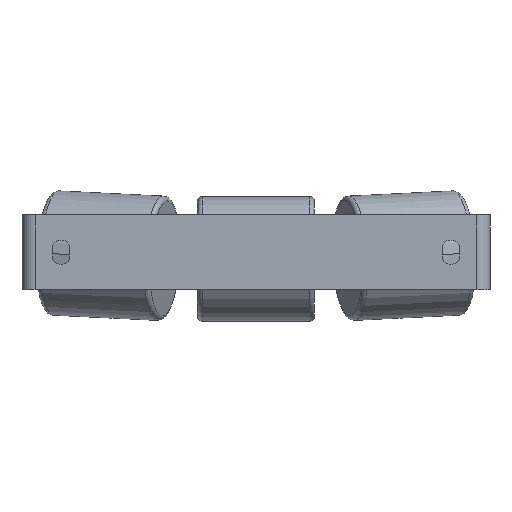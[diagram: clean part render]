
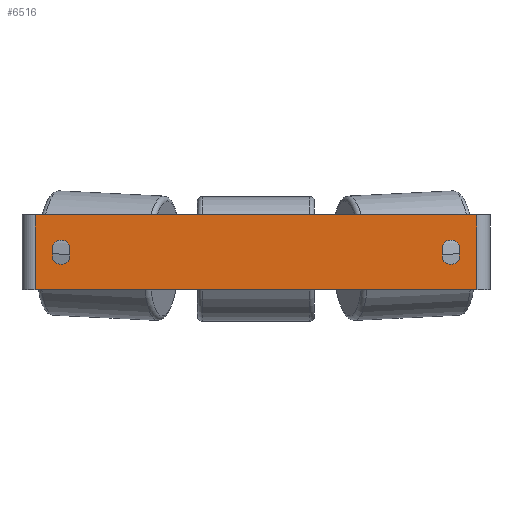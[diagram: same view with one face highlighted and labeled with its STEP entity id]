
A CAD part, front view. The second image highlights one B-rep face of the part: STEP entity #6516.
In plain terms, the highlighted planar face has unit normal (0, -1, 0).
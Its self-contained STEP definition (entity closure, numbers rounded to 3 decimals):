
#215 = PLANE ( 'NONE',  #4416 ) ;
#234 = DIRECTION ( 'NONE',  ( 0., 0., 1. ) ) ;
#337 = VECTOR ( 'NONE', #8115, 1000. ) ;
#351 = VERTEX_POINT ( 'NONE', #3384 ) ;
#466 = CARTESIAN_POINT ( 'NONE',  ( 208., 0., -3. ) ) ;
#619 = EDGE_CURVE ( 'NONE', #6833, #4758, #6070, .T. ) ;
#625 = CARTESIAN_POINT ( 'NONE',  ( -199., 0., -7.359 ) ) ;
#667 = VECTOR ( 'NONE', #7985, 1000. ) ;
#669 = DIRECTION ( 'NONE',  ( 0., 1., 0. ) ) ;
#711 = CARTESIAN_POINT ( 'NONE',  ( -236., 0., 40. ) ) ;
#920 = EDGE_CURVE ( 'NONE', #2837, #3604, #8104, .T. ) ;
#1139 = ORIENTED_EDGE ( 'NONE', *, *, #5255, .T. ) ;
#1151 = EDGE_CURVE ( 'NONE', #6325, #2837, #6251, .T. ) ;
#1254 = EDGE_CURVE ( 'NONE', #7756, #5442, #6637, .T. ) ;
#1445 = CARTESIAN_POINT ( 'NONE',  ( 199., 0., 7.359 ) ) ;
#1474 = CARTESIAN_POINT ( 'NONE',  ( 217., 0., 7.359 ) ) ;
#1556 = EDGE_CURVE ( 'NONE', #7226, #351, #2471, .T. ) ;
#1741 = DIRECTION ( 'NONE',  ( 0., 0., -1. ) ) ;
#1745 = CARTESIAN_POINT ( 'NONE',  ( 208., 0., 3. ) ) ;
#1766 = CARTESIAN_POINT ( 'NONE',  ( -250., 0., 40. ) ) ;
#1795 = ORIENTED_EDGE ( 'NONE', *, *, #1556, .F. ) ;
#1845 = CIRCLE ( 'NONE', #2246, 10. ) ;
#1897 = VECTOR ( 'NONE', #8257, 1000. ) ;
#1987 = DIRECTION ( 'NONE',  ( 1., 0., 0. ) ) ;
#2032 = DIRECTION ( 'NONE',  ( 0., 0., -1. ) ) ;
#2067 = CARTESIAN_POINT ( 'NONE',  ( -217., 0., 7.359 ) ) ;
#2082 = AXIS2_PLACEMENT_3D ( 'NONE', #6104, #7496, #234 ) ;
#2139 = ORIENTED_EDGE ( 'NONE', *, *, #7423, .T. ) ;
#2164 = AXIS2_PLACEMENT_3D ( 'NONE', #7582, #669, #1741 ) ;
#2246 = AXIS2_PLACEMENT_3D ( 'NONE', #466, #4978, #5663 ) ;
#2286 = CARTESIAN_POINT ( 'NONE',  ( 199., 0., -7.359 ) ) ;
#2471 = LINE ( 'NONE', #1766, #1897 ) ;
#2490 = CARTESIAN_POINT ( 'NONE',  ( -217., 0., -7.359 ) ) ;
#2498 = VECTOR ( 'NONE', #2569, 1000. ) ;
#2522 = EDGE_LOOP ( 'NONE', ( #7342, #2906, #4837, #2656, #3117 ) ) ;
#2569 = DIRECTION ( 'NONE',  ( 0., 0., -1. ) ) ;
#2573 = CARTESIAN_POINT ( 'NONE',  ( -208., 0., -3. ) ) ;
#2656 = ORIENTED_EDGE ( 'NONE', *, *, #4028, .F. ) ;
#2675 = FACE_OUTER_BOUND ( 'NONE', #5430, .T. ) ;
#2696 = VECTOR ( 'NONE', #6823, 1000. ) ;
#2704 = LINE ( 'NONE', #625, #7693 ) ;
#2729 = ORIENTED_EDGE ( 'NONE', *, *, #7708, .F. ) ;
#2771 = CIRCLE ( 'NONE', #7531, 10. ) ;
#2837 = VERTEX_POINT ( 'NONE', #5956 ) ;
#2906 = ORIENTED_EDGE ( 'NONE', *, *, #3305, .F. ) ;
#2932 = AXIS2_PLACEMENT_3D ( 'NONE', #1745, #4254, #6858 ) ;
#3117 = ORIENTED_EDGE ( 'NONE', *, *, #3221, .F. ) ;
#3161 = LINE ( 'NONE', #3728, #7437 ) ;
#3210 = VERTEX_POINT ( 'NONE', #4011 ) ;
#3221 = EDGE_CURVE ( 'NONE', #7556, #4453, #7796, .T. ) ;
#3305 = EDGE_CURVE ( 'NONE', #3210, #5299, #3716, .T. ) ;
#3310 = ORIENTED_EDGE ( 'NONE', *, *, #1151, .T. ) ;
#3376 = DIRECTION ( 'NONE',  ( 0., -1., 0. ) ) ;
#3384 = CARTESIAN_POINT ( 'NONE',  ( 236., 0., 40. ) ) ;
#3436 = CARTESIAN_POINT ( 'NONE',  ( -250., 0., -40. ) ) ;
#3443 = AXIS2_PLACEMENT_3D ( 'NONE', #7341, #3376, #5976 ) ;
#3482 = CARTESIAN_POINT ( 'NONE',  ( 236., 0., -40. ) ) ;
#3491 = FACE_BOUND ( 'NONE', #4365, .T. ) ;
#3527 = VECTOR ( 'NONE', #1987, 1000. ) ;
#3604 = VERTEX_POINT ( 'NONE', #1445 ) ;
#3716 = CIRCLE ( 'NONE', #2082, 10. ) ;
#3728 = CARTESIAN_POINT ( 'NONE',  ( 236., 0., 40. ) ) ;
#4011 = CARTESIAN_POINT ( 'NONE',  ( -199., 0., 7.359 ) ) ;
#4028 = EDGE_CURVE ( 'NONE', #4453, #7799, #2771, .T. ) ;
#4149 = CARTESIAN_POINT ( 'NONE',  ( 217., 0., -7.359 ) ) ;
#4254 = DIRECTION ( 'NONE',  ( 0., 1., 0. ) ) ;
#4365 = EDGE_LOOP ( 'NONE', ( #2139, #5824, #5194, #3310, #5091 ) ) ;
#4416 = AXIS2_PLACEMENT_3D ( 'NONE', #5412, #7239, #7327 ) ;
#4453 = VERTEX_POINT ( 'NONE', #5893 ) ;
#4541 = DIRECTION ( 'NONE',  ( 0., 0., 1. ) ) ;
#4641 = FACE_BOUND ( 'NONE', #2522, .T. ) ;
#4758 = VERTEX_POINT ( 'NONE', #6272 ) ;
#4796 = EDGE_CURVE ( 'NONE', #5299, #7556, #4904, .T. ) ;
#4837 = ORIENTED_EDGE ( 'NONE', *, *, #5266, .F. ) ;
#4904 = LINE ( 'NONE', #5588, #337 ) ;
#4963 = DIRECTION ( 'NONE',  ( 0., 0., -1. ) ) ;
#4978 = DIRECTION ( 'NONE',  ( 0., 1., 0. ) ) ;
#5062 = CARTESIAN_POINT ( 'NONE',  ( 208., 0., -13. ) ) ;
#5091 = ORIENTED_EDGE ( 'NONE', *, *, #920, .T. ) ;
#5194 = ORIENTED_EDGE ( 'NONE', *, *, #6172, .T. ) ;
#5255 = EDGE_CURVE ( 'NONE', #7226, #7756, #7099, .T. ) ;
#5266 = EDGE_CURVE ( 'NONE', #7799, #3210, #2704, .T. ) ;
#5299 = VERTEX_POINT ( 'NONE', #2067 ) ;
#5412 = CARTESIAN_POINT ( 'NONE',  ( -250., 0., 40. ) ) ;
#5430 = EDGE_LOOP ( 'NONE', ( #6336, #2729, #1795, #1139 ) ) ;
#5442 = VERTEX_POINT ( 'NONE', #3482 ) ;
#5588 = CARTESIAN_POINT ( 'NONE',  ( -217., 0., -7.359 ) ) ;
#5663 = DIRECTION ( 'NONE',  ( 0., 0., -1. ) ) ;
#5691 = CARTESIAN_POINT ( 'NONE',  ( -236., 0., -40. ) ) ;
#5824 = ORIENTED_EDGE ( 'NONE', *, *, #619, .T. ) ;
#5893 = CARTESIAN_POINT ( 'NONE',  ( -208., 0., -13. ) ) ;
#5956 = CARTESIAN_POINT ( 'NONE',  ( 199., 0., -7.359 ) ) ;
#5976 = DIRECTION ( 'NONE',  ( 0., 0., -1. ) ) ;
#6070 = LINE ( 'NONE', #4149, #2696 ) ;
#6103 = CARTESIAN_POINT ( 'NONE',  ( -236., 0., 40. ) ) ;
#6104 = CARTESIAN_POINT ( 'NONE',  ( -208., 0., 3. ) ) ;
#6172 = EDGE_CURVE ( 'NONE', #4758, #6325, #1845, .T. ) ;
#6251 = CIRCLE ( 'NONE', #2164, 10. ) ;
#6272 = CARTESIAN_POINT ( 'NONE',  ( 217., 0., -7.359 ) ) ;
#6325 = VERTEX_POINT ( 'NONE', #5062 ) ;
#6336 = ORIENTED_EDGE ( 'NONE', *, *, #1254, .T. ) ;
#6516 = ADVANCED_FACE ( 'NONE', ( #2675, #4641, #3491 ), #215, .F. ) ;
#6637 = LINE ( 'NONE', #3436, #3527 ) ;
#6823 = DIRECTION ( 'NONE',  ( 0., 0., -1. ) ) ;
#6833 = VERTEX_POINT ( 'NONE', #1474 ) ;
#6858 = DIRECTION ( 'NONE',  ( 0., 0., 1. ) ) ;
#7056 = CARTESIAN_POINT ( 'NONE',  ( -199., 0., -7.359 ) ) ;
#7099 = LINE ( 'NONE', #711, #2498 ) ;
#7226 = VERTEX_POINT ( 'NONE', #6103 ) ;
#7239 = DIRECTION ( 'NONE',  ( 0., 1., 0. ) ) ;
#7327 = DIRECTION ( 'NONE',  ( 0., 0., 1. ) ) ;
#7341 = CARTESIAN_POINT ( 'NONE',  ( -208., 0., -3. ) ) ;
#7342 = ORIENTED_EDGE ( 'NONE', *, *, #4796, .F. ) ;
#7423 = EDGE_CURVE ( 'NONE', #3604, #6833, #7431, .T. ) ;
#7431 = CIRCLE ( 'NONE', #2932, 10. ) ;
#7437 = VECTOR ( 'NONE', #4963, 1000. ) ;
#7496 = DIRECTION ( 'NONE',  ( 0., -1., 0. ) ) ;
#7531 = AXIS2_PLACEMENT_3D ( 'NONE', #2573, #8425, #2032 ) ;
#7556 = VERTEX_POINT ( 'NONE', #2490 ) ;
#7582 = CARTESIAN_POINT ( 'NONE',  ( 208., 0., -3. ) ) ;
#7693 = VECTOR ( 'NONE', #4541, 1000. ) ;
#7708 = EDGE_CURVE ( 'NONE', #351, #5442, #3161, .T. ) ;
#7756 = VERTEX_POINT ( 'NONE', #5691 ) ;
#7796 = CIRCLE ( 'NONE', #3443, 10. ) ;
#7799 = VERTEX_POINT ( 'NONE', #7056 ) ;
#7985 = DIRECTION ( 'NONE',  ( 0., 0., 1. ) ) ;
#8104 = LINE ( 'NONE', #2286, #667 ) ;
#8115 = DIRECTION ( 'NONE',  ( 0., 0., -1. ) ) ;
#8257 = DIRECTION ( 'NONE',  ( 1., 0., 0. ) ) ;
#8425 = DIRECTION ( 'NONE',  ( 0., -1., 0. ) ) ;
